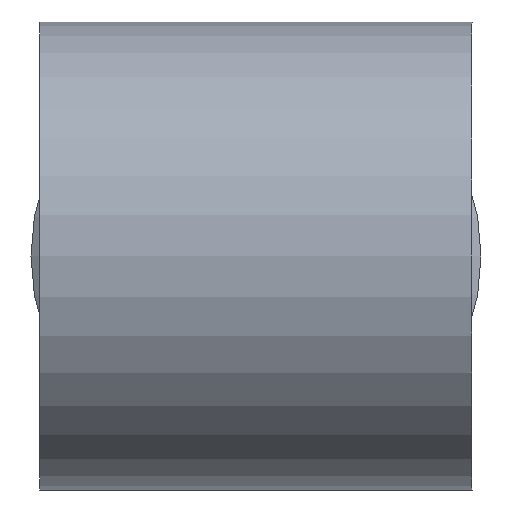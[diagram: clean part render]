
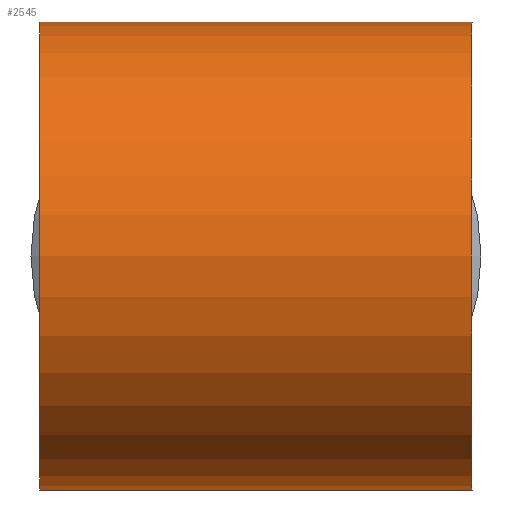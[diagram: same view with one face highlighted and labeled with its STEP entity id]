
A CAD part, left-side view. The second image highlights one B-rep face of the part: STEP entity #2545.
In plain terms, the highlighted cylindrical face has radius 13 mm (diameter 26 mm), a partial arc.
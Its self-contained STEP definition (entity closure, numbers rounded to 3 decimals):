
#71 = DIRECTION ( 'NONE',  ( 0., 1., 0. ) ) ;
#72 = VECTOR ( 'NONE', #71, 1000. ) ;
#73 = CARTESIAN_POINT ( 'NONE',  ( 0., 13.586, 13. ) ) ;
#74 = LINE ( 'NONE', #73, #72 ) ;
#75 = CARTESIAN_POINT ( 'NONE',  ( 0., -12., 13. ) ) ;
#76 = DIRECTION ( 'NONE',  ( 1., 0., 0. ) ) ;
#77 = DIRECTION ( 'NONE',  ( 0., -1., 0. ) ) ;
#78 = CARTESIAN_POINT ( 'NONE',  ( 0., 12., 0. ) ) ;
#79 = AXIS2_PLACEMENT_3D ( 'NONE', #78, #77, #76 ) ;
#80 = CIRCLE ( 'NONE', #79, 13. ) ;
#84 = CARTESIAN_POINT ( 'NONE',  ( 0., 12., 13. ) ) ;
#1559 = CARTESIAN_POINT ( 'NONE',  ( 0., 12., -13. ) ) ;
#1560 = CARTESIAN_POINT ( 'NONE',  ( 0., -12., -13. ) ) ;
#1767 = CYLINDRICAL_SURFACE ( 'NONE', #1915, 13. ) ;
#1768 = FACE_OUTER_BOUND ( 'NONE', #2546, .T. ) ;
#1841 = DIRECTION ( 'NONE',  ( 0., 1., 0. ) ) ;
#1842 = VECTOR ( 'NONE', #1841, 1000. ) ;
#1843 = CARTESIAN_POINT ( 'NONE',  ( 0., 13.586, -13. ) ) ;
#1844 = LINE ( 'NONE', #1843, #1842 ) ;
#1881 = DIRECTION ( 'NONE',  ( -1., 0., 0. ) ) ;
#1882 = DIRECTION ( 'NONE',  ( 0., 1., 0. ) ) ;
#1883 = AXIS2_PLACEMENT_3D ( 'NONE', #1911, #1882, #1881 ) ;
#1910 = CIRCLE ( 'NONE', #1883, 13. ) ;
#1911 = CARTESIAN_POINT ( 'NONE',  ( 0., -12., 0. ) ) ;
#1912 = DIRECTION ( 'NONE',  ( 0., 0., 1. ) ) ;
#1913 = DIRECTION ( 'NONE',  ( 0., 1., 0. ) ) ;
#1914 = CARTESIAN_POINT ( 'NONE',  ( 0., 13.586, 0. ) ) ;
#1915 = AXIS2_PLACEMENT_3D ( 'NONE', #1914, #1913, #1912 ) ;
#2300 = VERTEX_POINT ( 'NONE', #84 ) ;
#2301 = EDGE_CURVE ( 'NONE', #2300, #2469, #80, .T. ) ;
#2302 = ORIENTED_EDGE ( 'NONE', *, *, #2301, .T. ) ;
#2303 = VERTEX_POINT ( 'NONE', #75 ) ;
#2304 = ORIENTED_EDGE ( 'NONE', *, *, #2305, .T. ) ;
#2305 = EDGE_CURVE ( 'NONE', #2303, #2300, #74, .T. ) ;
#2467 = VERTEX_POINT ( 'NONE', #1560 ) ;
#2469 = VERTEX_POINT ( 'NONE', #1559 ) ;
#2538 = EDGE_CURVE ( 'NONE', #2467, #2469, #1844, .T. ) ;
#2545 = ADVANCED_FACE ( 'NONE', ( #1768 ), #1767, .T. ) ;
#2546 = EDGE_LOOP ( 'NONE', ( #2547, #2548, #2304, #2302 ) ) ;
#2547 = ORIENTED_EDGE ( 'NONE', *, *, #2538, .F. ) ;
#2548 = ORIENTED_EDGE ( 'NONE', *, *, #2549, .T. ) ;
#2549 = EDGE_CURVE ( 'NONE', #2467, #2303, #1910, .T. ) ;
